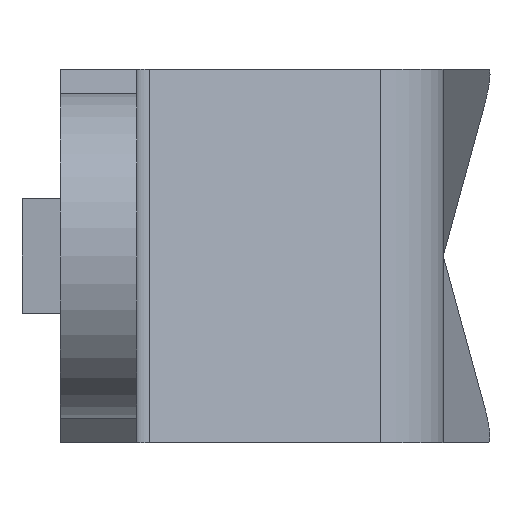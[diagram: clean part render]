
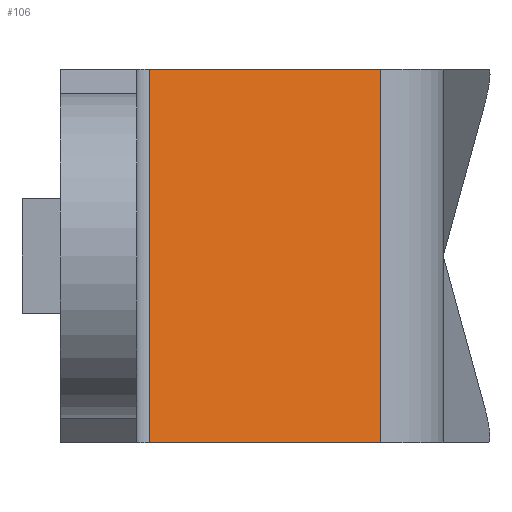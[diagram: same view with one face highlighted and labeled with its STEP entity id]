
A CAD part, left-side view. The second image highlights one B-rep face of the part: STEP entity #106.
In plain terms, the highlighted planar face has unit normal (-0.939, -0.345, 0).
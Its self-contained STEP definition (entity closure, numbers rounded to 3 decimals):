
#106 = ADVANCED_FACE( '', ( #228 ), #229, .F. );
#228 = FACE_OUTER_BOUND( '', #369, .T. );
#229 = PLANE( '', #370 );
#369 = EDGE_LOOP( '', ( #545, #546, #547, #548 ) );
#370 = AXIS2_PLACEMENT_3D( '', #549, #550, #551 );
#545 = ORIENTED_EDGE( '', *, *, #900, .T. );
#546 = ORIENTED_EDGE( '', *, *, #901, .T. );
#547 = ORIENTED_EDGE( '', *, *, #902, .F. );
#548 = ORIENTED_EDGE( '', *, *, #903, .T. );
#549 = CARTESIAN_POINT( '', ( 14.35, -0.655, 10. ) );
#550 = DIRECTION( '', ( 0.938, 0.345, 0. ) );
#551 = DIRECTION( '', ( -0.345, 0.938, 0. ) );
#900 = EDGE_CURVE( '', #1083, #1084, #1085, .T. );
#901 = EDGE_CURVE( '', #1084, #1086, #1087, .T. );
#902 = EDGE_CURVE( '', #1088, #1086, #1089, .T. );
#903 = EDGE_CURVE( '', #1088, #1083, #1090, .T. );
#1083 = VERTEX_POINT( '', #1333 );
#1084 = VERTEX_POINT( '', #1334 );
#1085 = LINE( '', #1335, #1336 );
#1086 = VERTEX_POINT( '', #1337 );
#1087 = LINE( '', #1338, #1339 );
#1088 = VERTEX_POINT( '', #1340 );
#1089 = LINE( '', #1341, #1342 );
#1090 = LINE( '', #1343, #1344 );
#1333 = CARTESIAN_POINT( '', ( 14.35, -0.655, 9.75 ) );
#1334 = CARTESIAN_POINT( '', ( 14.35, -0.655, -9.75 ) );
#1335 = CARTESIAN_POINT( '', ( 14.35, -0.655, 10. ) );
#1336 = VECTOR( '', #1593, 1000. );
#1337 = CARTESIAN_POINT( '', ( 18.792, -12.726, -9.75 ) );
#1338 = CARTESIAN_POINT( '', ( 14.35, -0.655, -9.75 ) );
#1339 = VECTOR( '', #1594, 1000. );
#1340 = CARTESIAN_POINT( '', ( 18.792, -12.726, 9.75 ) );
#1341 = CARTESIAN_POINT( '', ( 18.792, -12.726, 10. ) );
#1342 = VECTOR( '', #1595, 1000. );
#1343 = CARTESIAN_POINT( '', ( 14.35, -0.655, 9.75 ) );
#1344 = VECTOR( '', #1596, 1000. );
#1593 = DIRECTION( '', ( 0., 0., -1. ) );
#1594 = DIRECTION( '', ( 0.345, -0.938, 0. ) );
#1595 = DIRECTION( '', ( 0., 0., -1. ) );
#1596 = DIRECTION( '', ( -0.345, 0.938, 0. ) );
